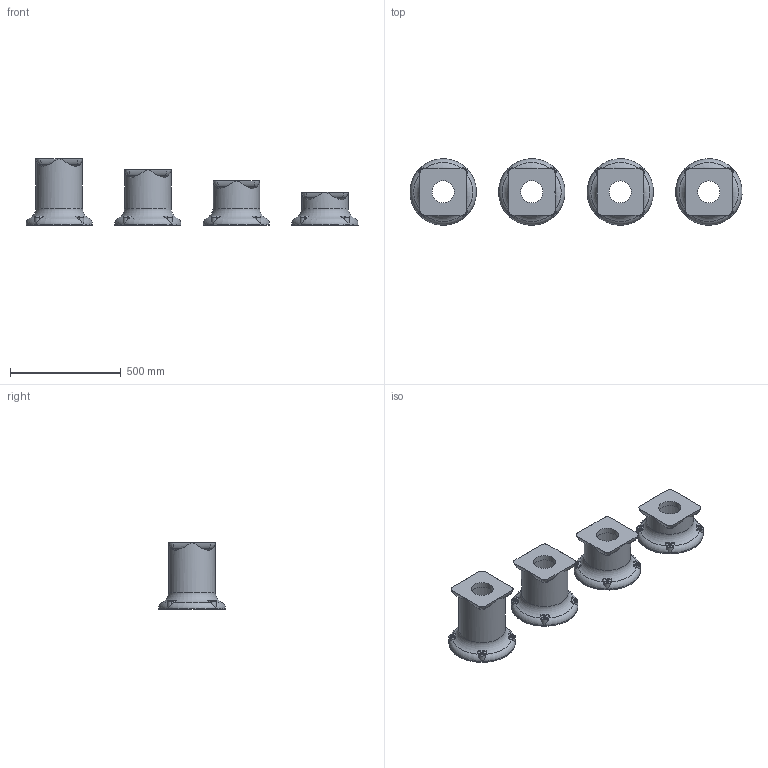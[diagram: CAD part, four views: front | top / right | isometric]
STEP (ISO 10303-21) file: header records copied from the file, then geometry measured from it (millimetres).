
FILE_DESCRIPTION(('STEP AP203'),'1');
FILE_NAME('.stp','2017-08-21T05:01:42',(' '),(' '),'Spatial InterOp 3D',' ',' ');
FILE_SCHEMA(('CONFIG_CONTROL_DESIGN'));
Length unit declared in the file: millimetre
Products named in the file (5): パーツ66
Assembly tree (4 placements, depth 2):
  (unnamed)
    パーツ66
    パーツ66
    パーツ66
    パーツ66
Bounding box: 1499.65 x 299.68 x 300 mm (x, y, z)
Volume: 16181062.1 mm3; surface area: 1607968.9 mm2
Topology: 4 solids, 4 shells, 404 faces, 1020 edges, 628 vertices
Faces by surface type: cylinder 176, torus 88, plane 76, bspline 64
Full cylindrical faces by diameter (mm): 11 x16, 100 x4, 180 x4, 210 x4, 300 x4
Entity records: 21710 total; most frequent: CARTESIAN_POINT 12801, ORIENTED_EDGE 1944, DIRECTION 1530, EDGE_CURVE 972, AXIS2_PLACEMENT_3D 661, VERTEX_POINT 620, EDGE_LOOP 488, B_SPLINE_CURVE_WITH_KNOTS 448
